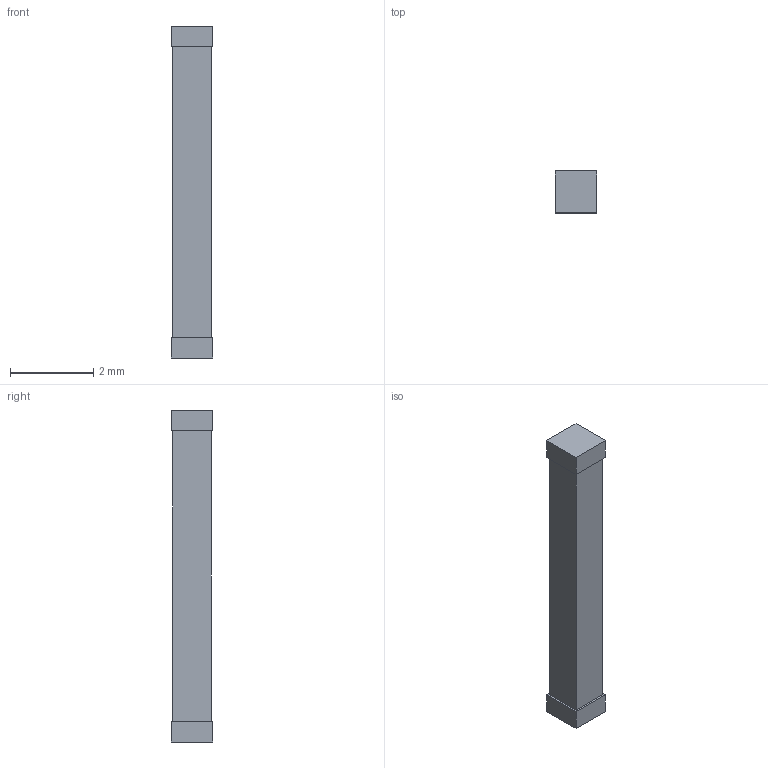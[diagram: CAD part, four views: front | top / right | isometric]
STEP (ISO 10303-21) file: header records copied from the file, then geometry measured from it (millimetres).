
FILE_DESCRIPTION (( 'STEP AP214' ), '1' );
FILE_NAME ('ANT_2_4_Ghz_8x1x1.STEP', '2014-05-13T13:13:22', ( 'Master' ), ( '' ), 'SwSTEP 2.0', 'SolidWorks 2013', '' );
FILE_SCHEMA (( 'AUTOMOTIVE_DESIGN' ));
Length unit declared in the file: millimetre
Products named in the file (1): ANT_2_4_Ghz_8x1x1
Bounding box: 1 x 1 x 8 mm (x, y, z)
Volume: 6.9 mm3; surface area: 32.1 mm2
Topology: 1 solids, 1 shells, 17 faces, 39 edges, 26 vertices
Faces by surface type: plane 17
Entity records: 628 total; most frequent: CARTESIAN_POINT 83, ORIENTED_EDGE 78, DIRECTION 75, VECTOR 39, LINE 39, EDGE_CURVE 39, VERTEX_POINT 26, EDGE_LOOP 19
